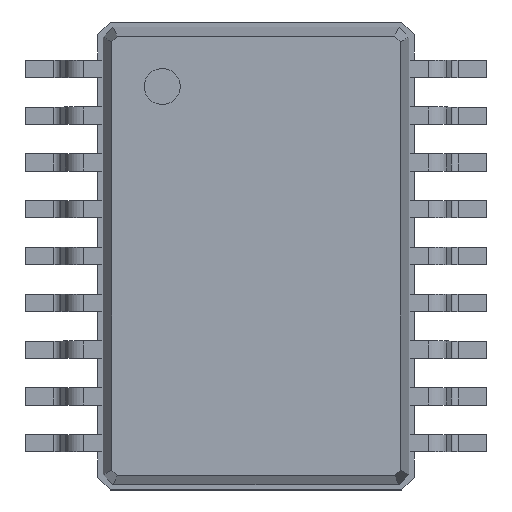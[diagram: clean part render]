
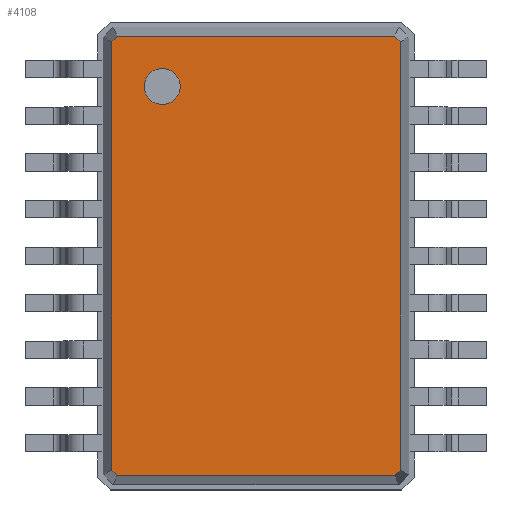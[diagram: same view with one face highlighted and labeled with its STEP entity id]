
A CAD part, top view. The second image highlights one B-rep face of the part: STEP entity #4108.
In plain terms, the highlighted planar face has unit normal (0, 0, 1).
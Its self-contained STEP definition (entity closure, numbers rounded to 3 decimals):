
#13=DIRECTION('',(0.,0.,1.));
#27=VECTOR('',#28,1.);
#28=DIRECTION('',(1.,0.,0.));
#51=VECTOR('',#52,1.);
#52=DIRECTION('',(0.707,-0.707,0.));
#58=VECTOR('',#59,1.);
#59=DIRECTION('',(0.,-1.,0.));
#65=VECTOR('',#66,1.);
#66=DIRECTION('',(-0.707,-0.707,0.));
#72=VECTOR('',#73,1.);
#73=DIRECTION('',(-1.,0.,0.));
#79=VECTOR('',#80,1.);
#80=DIRECTION('',(-0.707,0.707,0.));
#86=VECTOR('',#87,1.);
#87=DIRECTION('',(0.,1.,0.));
#91=VECTOR('',#92,1.);
#92=DIRECTION('',(0.707,0.707,0.));
#1303=VERTEX_POINT('',#1304);
#1304=CARTESIAN_POINT('',(-2.003,2.976,1.4));
#1306=ORIENTED_EDGE('',*,*,#1307,.F.);
#1307=EDGE_CURVE('',#1308,#1303,#1310,.T.);
#1308=VERTEX_POINT('',#1309);
#1309=CARTESIAN_POINT('',(-2.003,-2.976,1.4));
#1310=LINE('',#1309,#86);
#1321=VERTEX_POINT('',#1322);
#1322=CARTESIAN_POINT('',(-1.926,3.053,1.4));
#1324=ORIENTED_EDGE('',*,*,#1325,.F.);
#1325=EDGE_CURVE('',#1303,#1321,#1326,.T.);
#1326=LINE('',#1304,#91);
#1335=VERTEX_POINT('',#1336);
#1336=CARTESIAN_POINT('',(1.926,3.053,1.4));
#1338=ORIENTED_EDGE('',*,*,#1339,.F.);
#1339=EDGE_CURVE('',#1321,#1335,#1340,.T.);
#1340=LINE('',#1322,#27);
#1349=VERTEX_POINT('',#1350);
#1350=CARTESIAN_POINT('',(2.003,2.976,1.4));
#1352=ORIENTED_EDGE('',*,*,#1353,.F.);
#1353=EDGE_CURVE('',#1335,#1349,#1354,.T.);
#1354=LINE('',#1336,#51);
#1435=VERTEX_POINT('',#1436);
#1436=CARTESIAN_POINT('',(2.003,-2.976,1.4));
#1438=ORIENTED_EDGE('',*,*,#1439,.F.);
#1439=EDGE_CURVE('',#1349,#1435,#1440,.T.);
#1440=LINE('',#1350,#58);
#4108=ADVANCED_FACE('',(#4109,#4124),#4134,.T.);
#4109=FACE_BOUND('',#4110,.T.);
#4110=EDGE_LOOP('',(#1338,#1324,#1306,#4111,#4116,#4121,#1438,#1352));
#4111=ORIENTED_EDGE('',*,*,#4112,.F.);
#4112=EDGE_CURVE('',#4113,#1308,#4115,.T.);
#4113=VERTEX_POINT('',#4114);
#4114=CARTESIAN_POINT('',(-1.926,-3.053,1.4));
#4115=LINE('',#4114,#79);
#4116=ORIENTED_EDGE('',*,*,#4117,.F.);
#4117=EDGE_CURVE('',#4118,#4113,#4120,.T.);
#4118=VERTEX_POINT('',#4119);
#4119=CARTESIAN_POINT('',(1.926,-3.053,1.4));
#4120=LINE('',#4119,#72);
#4121=ORIENTED_EDGE('',*,*,#4122,.F.);
#4122=EDGE_CURVE('',#1435,#4118,#4123,.T.);
#4123=LINE('',#1436,#65);
#4124=FACE_BOUND('',#4125,.T.);
#4125=EDGE_LOOP('',(#4126));
#4126=ORIENTED_EDGE('',*,*,#4127,.T.);
#4127=EDGE_CURVE('',#4128,#4128,#4130,.T.);
#4128=VERTEX_POINT('',#4129);
#4129=CARTESIAN_POINT('',(-1.303,2.103,1.4));
#4130=CIRCLE('',#4131,0.25);
#4131=AXIS2_PLACEMENT_3D('',#4132,#4133,#59);
#4132=CARTESIAN_POINT('',(-1.303,2.353,1.4));
#4133=DIRECTION('',(0.,-0.,-1.));
#4134=PLANE('',#4135);
#4135=AXIS2_PLACEMENT_3D('',#1322,#13,#4136);
#4136=DIRECTION('',(0.534,-0.846,0.));
